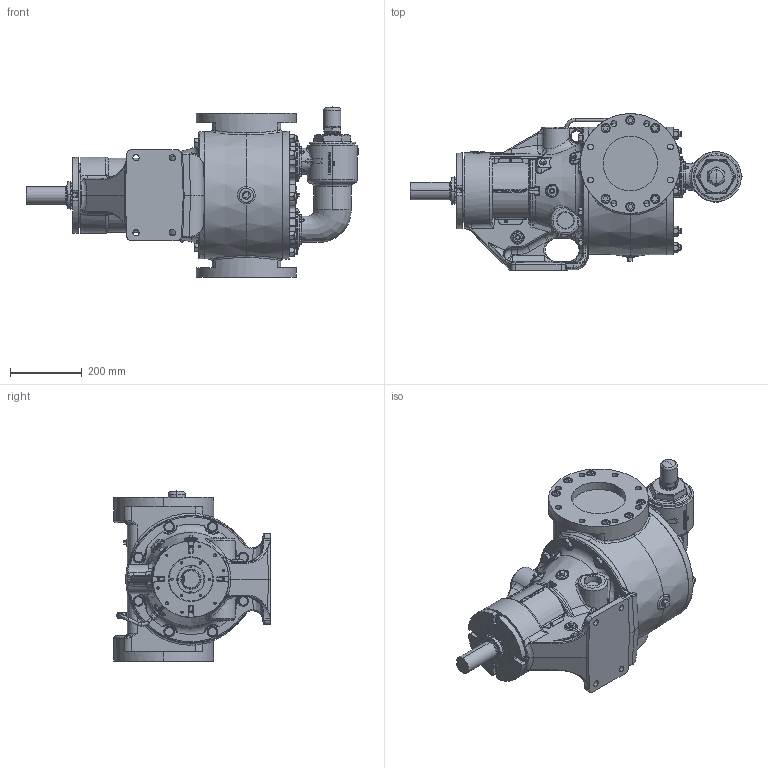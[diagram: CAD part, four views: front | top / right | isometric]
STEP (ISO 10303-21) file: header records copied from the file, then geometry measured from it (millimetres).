
FILE_DESCRIPTION (( 'STEP AP214' ), '1' );
FILE_NAME ('QV-2359.step', '2025-12-05T18:37:12', ( '' ), ( '' ), 'SwSTEP 2.0', 'SolidWorks 2024', '' );
FILE_SCHEMA (( 'AUTOMOTIVE_DESIGN' ));
Length unit declared in the file: inch
Products named in the file (1): QV-2359
Bounding box: 928.17 x 438.15 x 475.45 mm (x, y, z)
Volume: 49724734.1 mm3; surface area: 1664536.5 mm2
Topology: 1 solids, 1 shells, 4941 faces, 12563 edges, 7835 vertices
Faces by surface type: bspline 1643, plane 1631, cylinder 798, cone 654, torus 155, sphere 60
Entity records: 234461 total; most frequent: CARTESIAN_POINT 128664, ORIENTED_EDGE 24768, DIRECTION 17417, EDGE_CURVE 12384, VERTEX_POINT 7826, AXIS2_PLACEMENT_3D 6166, EDGE_LOOP 5378, LINE 5085
